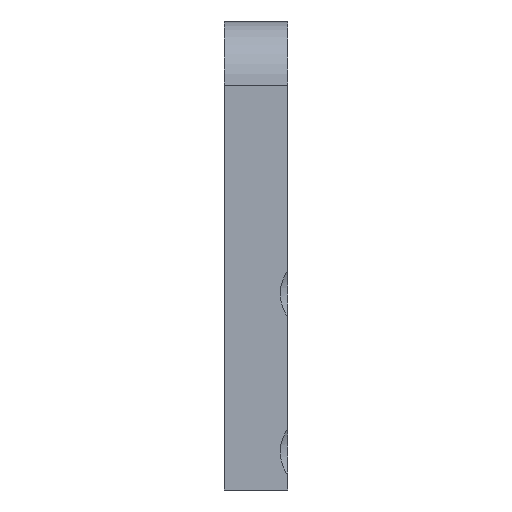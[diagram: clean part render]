
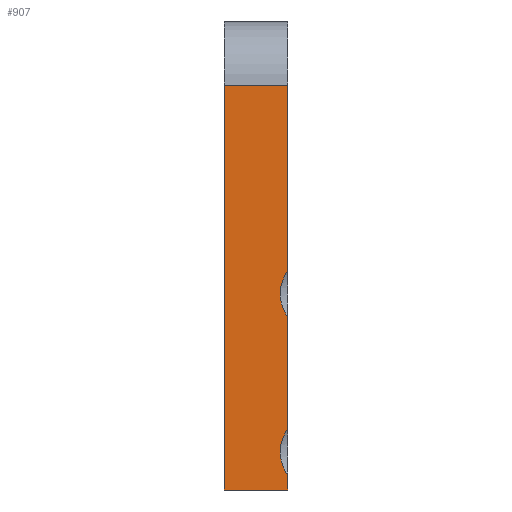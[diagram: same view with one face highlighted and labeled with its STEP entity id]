
A CAD part, front view. The second image highlights one B-rep face of the part: STEP entity #907.
In plain terms, the highlighted planar face has unit normal (0, -1, 0).
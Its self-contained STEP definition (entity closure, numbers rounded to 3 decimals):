
#8 = ORIENTED_EDGE ( 'NONE', *, *, #482, .T. ) ;
#14 = EDGE_CURVE ( 'NONE', #1508, #917, #1312, .T. ) ;
#29 = VECTOR ( 'NONE', #450, 1000. ) ;
#38 = ORIENTED_EDGE ( 'NONE', *, *, #1313, .F. ) ;
#50 = VECTOR ( 'NONE', #1894, 1000. ) ;
#80 = CARTESIAN_POINT ( 'NONE',  ( 4.4, -44., -2.842 ) ) ;
#125 = CARTESIAN_POINT ( 'NONE',  ( 0., -44., 18.5 ) ) ;
#135 = EDGE_CURVE ( 'NONE', #1508, #445, #1287, .T. ) ;
#143 = DIRECTION ( 'NONE',  ( -1., 0., 0. ) ) ;
#221 = VERTEX_POINT ( 'NONE', #1812 ) ;
#230 = CARTESIAN_POINT ( 'NONE',  ( 4.834, -44., -13.949 ) ) ;
#260 = ORIENTED_EDGE ( 'NONE', *, *, #135, .T. ) ;
#315 = CARTESIAN_POINT ( 'NONE',  ( 5., -44., 13.5 ) ) ;
#381 = LINE ( 'NONE', #675, #1705 ) ;
#392 = CARTESIAN_POINT ( 'NONE',  ( 4.684, -44., -1.741 ) ) ;
#397 = DIRECTION ( 'NONE',  ( 0., 0., -1. ) ) ;
#402 = VECTOR ( 'NONE', #1302, 1000. ) ;
#405 = CARTESIAN_POINT ( 'NONE',  ( 5., -44., -13.667 ) ) ;
#413 = DIRECTION ( 'NONE',  ( 0., 0., 1. ) ) ;
#445 = VERTEX_POINT ( 'NONE', #1469 ) ;
#450 = DIRECTION ( 'NONE',  ( -1., 0., 0. ) ) ;
#461 = EDGE_CURVE ( 'NONE', #596, #445, #381, .T. ) ;
#465 = AXIS2_PLACEMENT_3D ( 'NONE', #1770, #877, #413 ) ;
#482 = EDGE_CURVE ( 'NONE', #221, #917, #660, .T. ) ;
#539 = CARTESIAN_POINT ( 'NONE',  ( 4.476, -44., -2.358 ) ) ;
#562 = CARTESIAN_POINT ( 'NONE',  ( 4.417, -44., -3.328 ) ) ;
#578 = CARTESIAN_POINT ( 'NONE',  ( 4.834, -44., -1.449 ) ) ;
#596 = VERTEX_POINT ( 'NONE', #1509 ) ;
#604 = CARTESIAN_POINT ( 'NONE',  ( 5., -44., -18.5 ) ) ;
#660 = B_SPLINE_CURVE_WITH_KNOTS ( 'NONE', 3,
 ( #1005, #874, #1896, #1476, #701, #1600, #1460, #1740, #1159, #722, #1166, #1315, #230, #1334 ),
 .UNSPECIFIED., .F., .F.,
 ( 4, 2, 2, 2, 2, 2, 4 ),
 ( 0., 0.001, 0.001, 0.002, 0.002, 0.003, 0.004 ),
 .UNSPECIFIED. ) ;
#675 = CARTESIAN_POINT ( 'NONE',  ( 5., -44., 18.5 ) ) ;
#683 = CARTESIAN_POINT ( 'NONE',  ( 5., -44., 18.5 ) ) ;
#689 = EDGE_CURVE ( 'NONE', #791, #1522, #1761, .T. ) ;
#701 = CARTESIAN_POINT ( 'NONE',  ( 4.478, -44., -16.147 ) ) ;
#708 = DIRECTION ( 'NONE',  ( 0., 0., -1. ) ) ;
#722 = CARTESIAN_POINT ( 'NONE',  ( 4.476, -44., -14.858 ) ) ;
#725 = CARTESIAN_POINT ( 'NONE',  ( 4.834, -44., -4.552 ) ) ;
#731 = ORIENTED_EDGE ( 'NONE', *, *, #14, .F. ) ;
#791 = VERTEX_POINT ( 'NONE', #1605 ) ;
#844 = ORIENTED_EDGE ( 'NONE', *, *, #461, .F. ) ;
#860 = CARTESIAN_POINT ( 'NONE',  ( 4.416, -44., -2.678 ) ) ;
#874 = CARTESIAN_POINT ( 'NONE',  ( 4.834, -44., -17.052 ) ) ;
#877 = DIRECTION ( 'NONE',  ( 0., 1., 0. ) ) ;
#904 = LINE ( 'NONE', #315, #923 ) ;
#907 = ADVANCED_FACE ( 'NONE', ( #1485 ), #1184, .F. ) ;
#917 = VERTEX_POINT ( 'NONE', #405 ) ;
#923 = VECTOR ( 'NONE', #143, 1000. ) ;
#973 = ORIENTED_EDGE ( 'NONE', *, *, #1489, .F. ) ;
#978 = ORIENTED_EDGE ( 'NONE', *, *, #1461, .T. ) ;
#1005 = CARTESIAN_POINT ( 'NONE',  ( 5., -44., -17.333 ) ) ;
#1014 = VECTOR ( 'NONE', #397, 1000. ) ;
#1075 = CARTESIAN_POINT ( 'NONE',  ( 5., -44., -1.167 ) ) ;
#1106 = EDGE_LOOP ( 'NONE', ( #38, #8, #731, #260, #844, #978, #1816, #973 ) ) ;
#1152 = CARTESIAN_POINT ( 'NONE',  ( 4.4, -44., -3.167 ) ) ;
#1159 = CARTESIAN_POINT ( 'NONE',  ( 4.416, -44., -15.178 ) ) ;
#1166 = CARTESIAN_POINT ( 'NONE',  ( 4.52, -44., -14.702 ) ) ;
#1184 = PLANE ( 'NONE',  #465 ) ;
#1193 = VERTEX_POINT ( 'NONE', #1869 ) ;
#1287 = B_SPLINE_CURVE_WITH_KNOTS ( 'NONE', 3,
 ( #1481, #725, #1438, #1919, #1336, #562, #1152, #80, #860, #539, #1752, #392, #578, #1075 ),
 .UNSPECIFIED., .F., .F.,
 ( 4, 2, 2, 2, 2, 2, 4 ),
 ( 0., 0.001, 0.001, 0.002, 0.002, 0.003, 0.004 ),
 .UNSPECIFIED. ) ;
#1302 = DIRECTION ( 'NONE',  ( 0., 0., -1. ) ) ;
#1304 = CARTESIAN_POINT ( 'NONE',  ( 5., -44., 18.5 ) ) ;
#1312 = LINE ( 'NONE', #1304, #50 ) ;
#1313 = EDGE_CURVE ( 'NONE', #221, #1193, #1596, .T. ) ;
#1315 = CARTESIAN_POINT ( 'NONE',  ( 4.684, -44., -14.241 ) ) ;
#1334 = CARTESIAN_POINT ( 'NONE',  ( 5., -44., -13.667 ) ) ;
#1336 = CARTESIAN_POINT ( 'NONE',  ( 4.478, -44., -3.647 ) ) ;
#1381 = LINE ( 'NONE', #604, #29 ) ;
#1438 = CARTESIAN_POINT ( 'NONE',  ( 4.687, -44., -4.264 ) ) ;
#1460 = CARTESIAN_POINT ( 'NONE',  ( 4.4, -44., -15.667 ) ) ;
#1461 = EDGE_CURVE ( 'NONE', #596, #791, #904, .T. ) ;
#1469 = CARTESIAN_POINT ( 'NONE',  ( 5., -44., -1.167 ) ) ;
#1476 = CARTESIAN_POINT ( 'NONE',  ( 4.523, -44., -16.306 ) ) ;
#1481 = CARTESIAN_POINT ( 'NONE',  ( 5., -44., -4.833 ) ) ;
#1485 = FACE_OUTER_BOUND ( 'NONE', #1106, .T. ) ;
#1489 = EDGE_CURVE ( 'NONE', #1193, #1522, #1381, .T. ) ;
#1508 = VERTEX_POINT ( 'NONE', #1787 ) ;
#1509 = CARTESIAN_POINT ( 'NONE',  ( 5., -44., 13.5 ) ) ;
#1522 = VERTEX_POINT ( 'NONE', #1544 ) ;
#1544 = CARTESIAN_POINT ( 'NONE',  ( 0., -44., -18.5 ) ) ;
#1596 = LINE ( 'NONE', #683, #402 ) ;
#1600 = CARTESIAN_POINT ( 'NONE',  ( 4.417, -44., -15.828 ) ) ;
#1605 = CARTESIAN_POINT ( 'NONE',  ( 0., -44., 13.5 ) ) ;
#1705 = VECTOR ( 'NONE', #708, 1000. ) ;
#1740 = CARTESIAN_POINT ( 'NONE',  ( 4.4, -44., -15.342 ) ) ;
#1752 = CARTESIAN_POINT ( 'NONE',  ( 4.52, -44., -2.202 ) ) ;
#1761 = LINE ( 'NONE', #125, #1014 ) ;
#1770 = CARTESIAN_POINT ( 'NONE',  ( 5., -44., 18.5 ) ) ;
#1787 = CARTESIAN_POINT ( 'NONE',  ( 5., -44., -4.833 ) ) ;
#1812 = CARTESIAN_POINT ( 'NONE',  ( 5., -44., -17.333 ) ) ;
#1816 = ORIENTED_EDGE ( 'NONE', *, *, #689, .T. ) ;
#1869 = CARTESIAN_POINT ( 'NONE',  ( 5., -44., -18.5 ) ) ;
#1894 = DIRECTION ( 'NONE',  ( 0., 0., -1. ) ) ;
#1896 = CARTESIAN_POINT ( 'NONE',  ( 4.687, -44., -16.764 ) ) ;
#1919 = CARTESIAN_POINT ( 'NONE',  ( 4.523, -44., -3.806 ) ) ;
